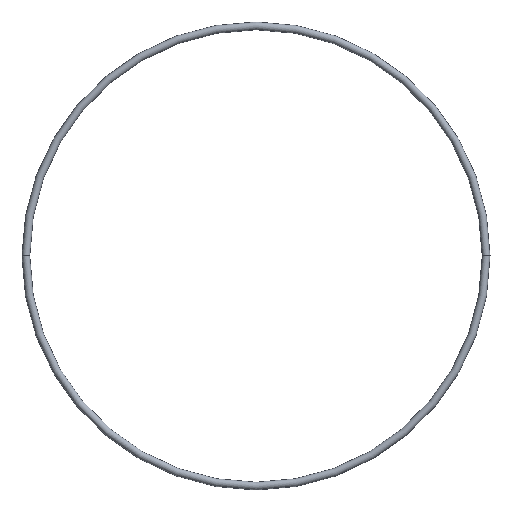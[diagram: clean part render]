
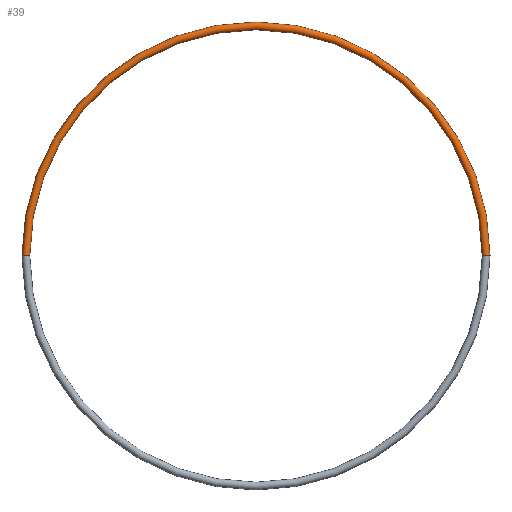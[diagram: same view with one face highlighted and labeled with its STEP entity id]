
A CAD part, top view. The second image highlights one B-rep face of the part: STEP entity #39.
In plain terms, the highlighted toroidal (fillet/blend) face has major radius 206 mm and minor radius 3.5 mm.
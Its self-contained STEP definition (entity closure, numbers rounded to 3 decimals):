
#4 = AXIS2_PLACEMENT_3D ( 'NONE', #108, #72, #148 ) ;
#5 = FACE_OUTER_BOUND ( 'NONE', #145, .T. ) ;
#10 = CIRCLE ( 'NONE', #63, 3.5 ) ;
#12 = CIRCLE ( 'NONE', #17, 3.5 ) ;
#14 = CARTESIAN_POINT ( 'NONE',  ( 202.5, 0., 0. ) ) ;
#17 = AXIS2_PLACEMENT_3D ( 'NONE', #47, #55, #132 ) ;
#21 = CIRCLE ( 'NONE', #116, 202.5 ) ;
#36 = TOROIDAL_SURFACE ( 'NONE', #71, 206., 3.5 ) ;
#39 = ADVANCED_FACE ( 'NONE', ( #5 ), #36, .T. ) ;
#40 = VERTEX_POINT ( 'NONE', #88 ) ;
#44 = EDGE_CURVE ( 'NONE', #98, #81, #12, .T. ) ;
#47 = CARTESIAN_POINT ( 'NONE',  ( 206., 0., 0. ) ) ;
#48 = DIRECTION ( 'NONE',  ( 0., -1., 0. ) ) ;
#53 = CARTESIAN_POINT ( 'NONE',  ( 209.5, 0., 0. ) ) ;
#55 = DIRECTION ( 'NONE',  ( 0., 1., 0. ) ) ;
#60 = CIRCLE ( 'NONE', #4, 209.5 ) ;
#63 = AXIS2_PLACEMENT_3D ( 'NONE', #150, #48, #83 ) ;
#67 = ORIENTED_EDGE ( 'NONE', *, *, #44, .T. ) ;
#70 = ORIENTED_EDGE ( 'NONE', *, *, #149, .F. ) ;
#71 = AXIS2_PLACEMENT_3D ( 'NONE', #76, #104, #142 ) ;
#72 = DIRECTION ( 'NONE',  ( 0., 0., -1. ) ) ;
#76 = CARTESIAN_POINT ( 'NONE',  ( 0., 0., 0. ) ) ;
#77 = CARTESIAN_POINT ( 'NONE',  ( 0., 0., 0. ) ) ;
#81 = VERTEX_POINT ( 'NONE', #53 ) ;
#83 = DIRECTION ( 'NONE',  ( 0., 0., -1. ) ) ;
#88 = CARTESIAN_POINT ( 'NONE',  ( -209.5, 0., 0. ) ) ;
#97 = DIRECTION ( 'NONE',  ( -1., 0., 0. ) ) ;
#98 = VERTEX_POINT ( 'NONE', #14 ) ;
#104 = DIRECTION ( 'NONE',  ( 0., 0., -1. ) ) ;
#105 = VERTEX_POINT ( 'NONE', #118 ) ;
#107 = DIRECTION ( 'NONE',  ( 0., 0., -1. ) ) ;
#108 = CARTESIAN_POINT ( 'NONE',  ( 0., 0., 0. ) ) ;
#116 = AXIS2_PLACEMENT_3D ( 'NONE', #77, #107, #97 ) ;
#118 = CARTESIAN_POINT ( 'NONE',  ( -202.5, 0., 0. ) ) ;
#123 = EDGE_CURVE ( 'NONE', #105, #40, #10, .T. ) ;
#132 = DIRECTION ( 'NONE',  ( -1., 0., 0. ) ) ;
#137 = ORIENTED_EDGE ( 'NONE', *, *, #123, .F. ) ;
#142 = DIRECTION ( 'NONE',  ( -1., 0., 0. ) ) ;
#145 = EDGE_LOOP ( 'NONE', ( #70, #137, #158, #67 ) ) ;
#148 = DIRECTION ( 'NONE',  ( -1., 0., 0. ) ) ;
#149 = EDGE_CURVE ( 'NONE', #40, #81, #60, .T. ) ;
#150 = CARTESIAN_POINT ( 'NONE',  ( -206., 0., 0. ) ) ;
#152 = EDGE_CURVE ( 'NONE', #105, #98, #21, .T. ) ;
#158 = ORIENTED_EDGE ( 'NONE', *, *, #152, .T. ) ;
